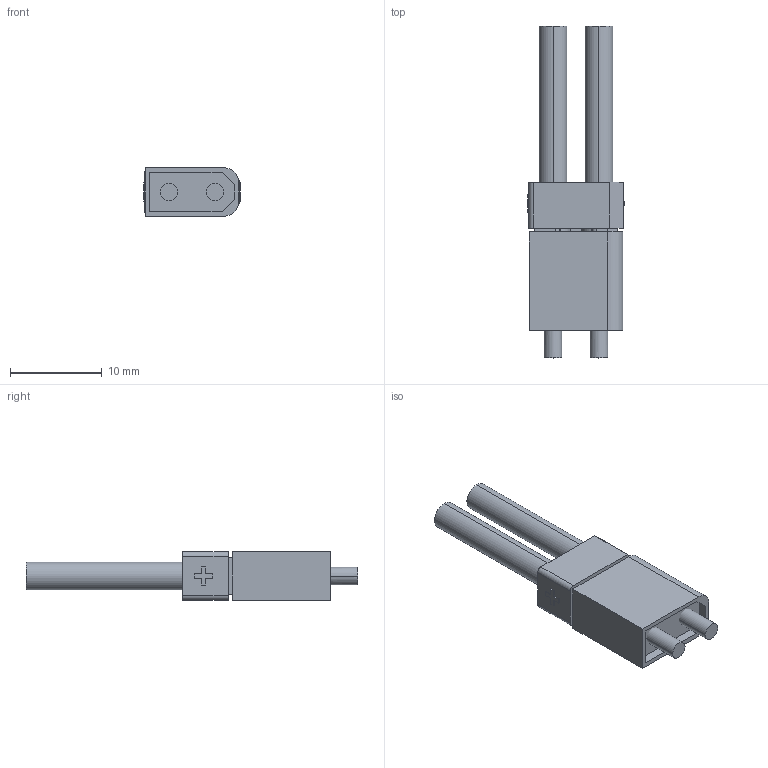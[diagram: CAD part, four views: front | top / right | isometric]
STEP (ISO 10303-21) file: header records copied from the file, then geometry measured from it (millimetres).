
FILE_DESCRIPTION (( 'STEP AP214' ), '1' );
FILE_NAME ('XT30U-M.STEP', '2022-11-28T16:06:28', ( '' ), ( '' ), 'SwSTEP 2.0', 'SolidWorks 2022', '' );
FILE_SCHEMA (( 'AUTOMOTIVE_DESIGN' ));
Length unit declared in the file: millimetre
Products named in the file (3): XDT30; XT30U-M
Assembly tree (2 placements, depth 2):
  XT30U-M
    XT30U-M
    XDT30
Bounding box: 10.45 x 36.1 x 5.25 mm (x, y, z)
Volume: 901.9 mm3; surface area: 1871.3 mm2
Topology: 4 solids, 4 shells, 186 faces, 484 edges, 296 vertices
Faces by surface type: plane 90, cylinder 68, sphere 20, cone 4, bspline 4
Entity records: 6206 total; most frequent: CARTESIAN_POINT 1391, DIRECTION 1010, ORIENTED_EDGE 936, EDGE_CURVE 468, AXIS2_PLACEMENT_3D 363, VERTEX_POINT 296, VECTOR 284, LINE 284
